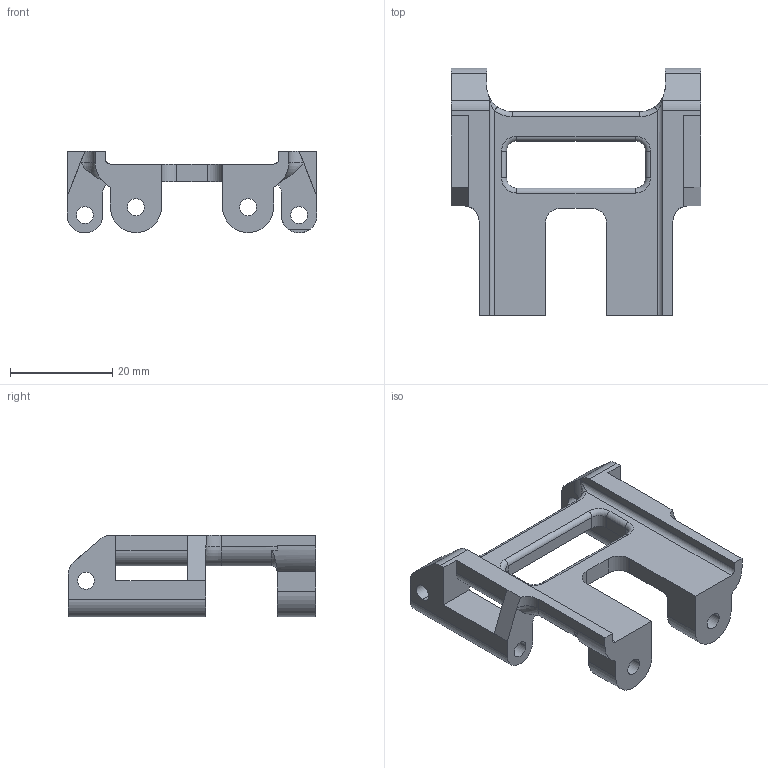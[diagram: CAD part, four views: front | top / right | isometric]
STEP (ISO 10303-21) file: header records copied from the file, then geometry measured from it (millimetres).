
FILE_DESCRIPTION((''),'2;1');
FILE_NAME('000','2023-03-30T19:59:44',('solution.li'),(''),'CREO PARAMETRIC BY PTC INC, 2019164','CREO PARAMETRIC BY PTC INC, 2019164','');
FILE_SCHEMA(('CONFIG_CONTROL_DESIGN','SHAPE_APPEARANCE_LAYERS_GROUPS'));
Length unit declared in the file: millimetre
Products named in the file (1): 000
Bounding box: 49 x 48.55 x 16.06 mm (x, y, z)
Volume: 8377.5 mm3; surface area: 6689.2 mm2
Topology: 1 solids, 1 shells, 111 faces, 319 edges, 206 vertices
Faces by surface type: cylinder 53, plane 46, torus 10, bspline 2
Entity records: 5170 total; most frequent: CARTESIAN_POINT 1040, ORIENTED_EDGE 638, DIRECTION 629, EDGE_CURVE 319, COLOUR_RGB 313, AXIS2_PLACEMENT_3D 225, VERTEX_POINT 206, VECTOR 179
